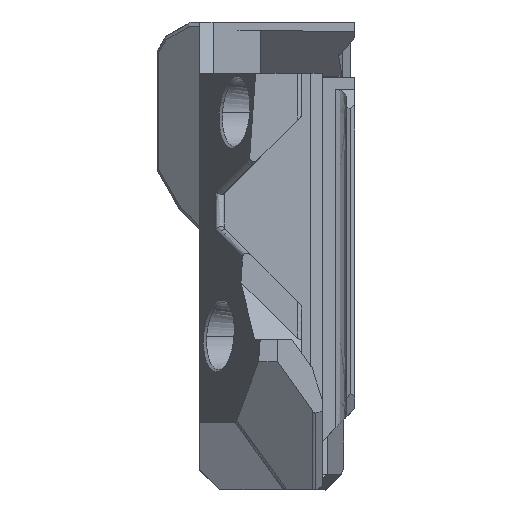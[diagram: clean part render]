
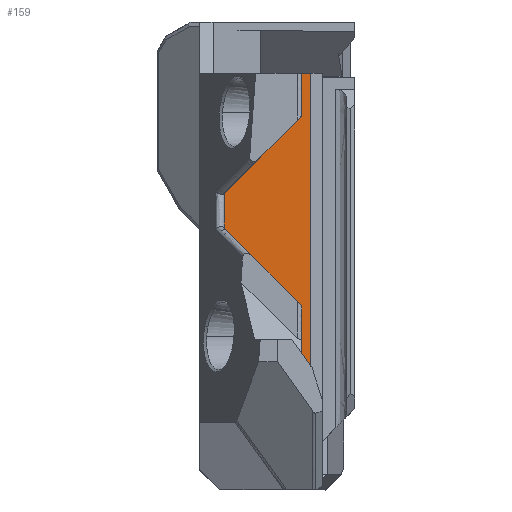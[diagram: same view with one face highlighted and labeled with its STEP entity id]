
A CAD part, front view. The second image highlights one B-rep face of the part: STEP entity #159.
In plain terms, the highlighted planar face has unit normal (0, -1, 0).
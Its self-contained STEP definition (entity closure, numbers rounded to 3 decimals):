
#159=ADVANCED_FACE('',(#461),#4906,.T.);
#461=FACE_OUTER_BOUND('',#769,.T.);
#769=EDGE_LOOP('',(#1514,#1515,#1516,#1517,#1518,#1519,#1520,#1521));
#1514=ORIENTED_EDGE('',*,*,#2911,.T.);
#1515=ORIENTED_EDGE('',*,*,#2903,.T.);
#1516=ORIENTED_EDGE('',*,*,#3033,.T.);
#1517=ORIENTED_EDGE('',*,*,#2899,.T.);
#1518=ORIENTED_EDGE('',*,*,#2902,.T.);
#1519=ORIENTED_EDGE('',*,*,#2896,.T.);
#1520=ORIENTED_EDGE('',*,*,#2901,.F.);
#1521=ORIENTED_EDGE('',*,*,#2900,.T.);
#2896=EDGE_CURVE('',#4409,#4407,#3810,.T.);
#2899=EDGE_CURVE('',#4412,#4411,#3813,.T.);
#2900=EDGE_CURVE('',#4414,#4413,#3814,.T.);
#2901=EDGE_CURVE('',#4414,#4407,#3815,.T.);
#2902=EDGE_CURVE('',#4411,#4409,#3816,.T.);
#2903=EDGE_CURVE('',#4416,#4415,#3817,.T.);
#2911=EDGE_CURVE('',#4413,#4416,#3821,.T.);
#3033=EDGE_CURVE('',#4415,#4412,#3918,.T.);
#3810=B_SPLINE_CURVE_WITH_KNOTS('',1,(#9719,#9720),.UNSPECIFIED.,.F.,.F.,
(2,2),(-28.931,0.),.UNSPECIFIED.);
#3813=B_SPLINE_CURVE_WITH_KNOTS('',1,(#9725,#9726),.UNSPECIFIED.,.F.,.F.,
(2,2),(-8.262,0.),.UNSPECIFIED.);
#3814=B_SPLINE_CURVE_WITH_KNOTS('',1,(#9727,#9728),.UNSPECIFIED.,.F.,.F.,
(2,2),(-3.746,0.),.UNSPECIFIED.);
#3815=B_SPLINE_CURVE_WITH_KNOTS('',1,(#9729,#9730),.UNSPECIFIED.,.F.,.F.,
(2,2),(0.,0.8),.UNSPECIFIED.);
#3816=B_SPLINE_CURVE_WITH_KNOTS('',1,(#9731,#9732),.UNSPECIFIED.,.F.,.F.,
(2,2),(0.,0.8),.UNSPECIFIED.);
#3817=B_SPLINE_CURVE_WITH_KNOTS('',1,(#9733,#9734),.UNSPECIFIED.,.F.,.F.,
(2,2),(-3.083,0.),.UNSPECIFIED.);
#3821=B_SPLINE_CURVE_WITH_KNOTS('',1,(#9753,#9754),.UNSPECIFIED.,.F.,.F.,
(2,2),(-9.786,0.),.UNSPECIFIED.);
#3918=B_SPLINE_CURVE_WITH_KNOTS('',1,(#10068,#10069),.UNSPECIFIED.,.F.,
 .F.,(2,2),(-9.786,0.),.UNSPECIFIED.);
#4407=VERTEX_POINT('',#8496);
#4409=VERTEX_POINT('',#8498);
#4411=VERTEX_POINT('',#8500);
#4412=VERTEX_POINT('',#8501);
#4413=VERTEX_POINT('',#8502);
#4414=VERTEX_POINT('',#8503);
#4415=VERTEX_POINT('',#8504);
#4416=VERTEX_POINT('',#8505);
#4906=PLANE('',#5105);
#5105=AXIS2_PLACEMENT_3D('',#6507,#5287,$);
#5287=DIRECTION('',(0.,-1.,0.));
#6507=CARTESIAN_POINT('',(-8.076,-24.276,-9.564));
#8496=CARTESIAN_POINT('',(0.536,-24.276,22.38));
#8498=CARTESIAN_POINT('',(0.536,-24.276,-6.551));
#8500=CARTESIAN_POINT('',(-0.264,-24.276,-6.551));
#8501=CARTESIAN_POINT('',(-0.264,-24.276,1.712));
#8502=CARTESIAN_POINT('',(-0.264,-24.276,18.635));
#8503=CARTESIAN_POINT('',(-0.264,-24.276,22.38));
#8504=CARTESIAN_POINT('',(-7.184,-24.276,8.632));
#8505=CARTESIAN_POINT('',(-7.184,-24.276,11.715));
#9719=CARTESIAN_POINT('',(0.536,-24.276,-6.551));
#9720=CARTESIAN_POINT('',(0.536,-24.276,22.38));
#9725=CARTESIAN_POINT('',(-0.264,-24.276,1.712));
#9726=CARTESIAN_POINT('',(-0.264,-24.276,-6.551));
#9727=CARTESIAN_POINT('',(-0.264,-24.276,22.38));
#9728=CARTESIAN_POINT('',(-0.264,-24.276,18.635));
#9729=CARTESIAN_POINT('',(-0.264,-24.276,22.38));
#9730=CARTESIAN_POINT('',(0.536,-24.276,22.38));
#9731=CARTESIAN_POINT('',(-0.264,-24.276,-6.551));
#9732=CARTESIAN_POINT('',(0.536,-24.276,-6.551));
#9733=CARTESIAN_POINT('',(-7.184,-24.276,11.715));
#9734=CARTESIAN_POINT('',(-7.184,-24.276,8.632));
#9753=CARTESIAN_POINT('',(-0.264,-24.276,18.635));
#9754=CARTESIAN_POINT('',(-7.184,-24.276,11.715));
#10068=CARTESIAN_POINT('',(-7.184,-24.276,8.632));
#10069=CARTESIAN_POINT('',(-0.264,-24.276,1.712));
